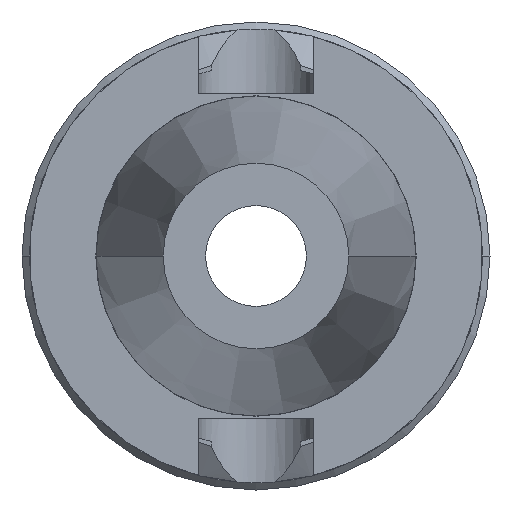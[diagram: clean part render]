
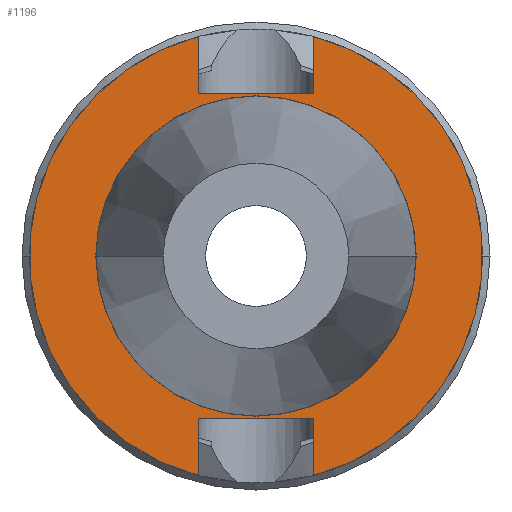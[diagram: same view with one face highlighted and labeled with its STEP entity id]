
A CAD part, left-side view. The second image highlights one B-rep face of the part: STEP entity #1196.
In plain terms, the highlighted planar face has unit normal (-1, 0, 0).
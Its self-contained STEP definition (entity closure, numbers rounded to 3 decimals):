
#161=CARTESIAN_POINT('',(1.,0.,0.));
#162=DIRECTION('',(1.,0.,0.));
#163=DIRECTION('',(0.,1.,0.));
#164=AXIS2_PLACEMENT_3D('',#161,#162,#163);
#183=CARTESIAN_POINT('',(1.,0.,0.));
#184=DIRECTION('',(-1.,0.,0.));
#185=DIRECTION('',(0.,1.,0.));
#186=AXIS2_PLACEMENT_3D('',#183,#184,#185);
#191=DIRECTION('',(0.,1.,0.));
#192=VECTOR('',#191,16.1);
#193=CARTESIAN_POINT('',(1.,-8.05,-22.6));
#194=LINE('',#193,#192);
#198=DIRECTION('',(0.,0.,1.));
#199=VECTOR('',#198,7.854);
#200=CARTESIAN_POINT('',(1.,8.05,-30.454));
#201=LINE('',#200,#199);
#205=DIRECTION('',(0.,0.,-1.));
#206=VECTOR('',#205,7.854);
#207=CARTESIAN_POINT('',(1.,8.05,30.454));
#208=LINE('',#207,#206);
#212=DIRECTION('',(0.,1.,0.));
#213=VECTOR('',#212,16.1);
#214=CARTESIAN_POINT('',(1.,-8.05,22.6));
#215=LINE('',#214,#213);
#219=DIRECTION('',(0.,0.,-1.));
#220=VECTOR('',#219,7.854);
#221=CARTESIAN_POINT('',(1.,-8.05,30.454));
#222=LINE('',#221,#220);
#226=DIRECTION('',(0.,0.,1.));
#227=VECTOR('',#226,7.854);
#228=CARTESIAN_POINT('',(1.,-8.05,-30.454));
#229=LINE('',#228,#227);
#376=CARTESIAN_POINT('',(1.,0.,0.));
#377=DIRECTION('',(-1.,0.,0.));
#378=DIRECTION('',(0.,0.256,0.967));
#379=AXIS2_PLACEMENT_3D('',#376,#377,#378);
#391=CARTESIAN_POINT('',(1.,0.,0.));
#392=DIRECTION('',(-1.,0.,0.));
#393=DIRECTION('',(0.,-0.256,-0.967));
#394=AXIS2_PLACEMENT_3D('',#391,#392,#393);
#879=CARTESIAN_POINT('',(1.,22.134,0.));
#881=VERTEX_POINT('',#879);
#889=CARTESIAN_POINT('',(1.,-22.134,0.));
#891=VERTEX_POINT('',#889);
#915=CARTESIAN_POINT('',(1.,8.05,30.454));
#916=VERTEX_POINT('',#915);
#917=CARTESIAN_POINT('',(1.,-8.05,30.454));
#918=VERTEX_POINT('',#917);
#919=CARTESIAN_POINT('',(1.,-8.05,22.6));
#920=CARTESIAN_POINT('',(1.,8.05,22.6));
#921=VERTEX_POINT('',#919);
#922=VERTEX_POINT('',#920);
#939=CARTESIAN_POINT('',(1.,8.05,-30.454));
#940=VERTEX_POINT('',#939);
#941=CARTESIAN_POINT('',(1.,-8.05,-30.454));
#942=VERTEX_POINT('',#941);
#943=CARTESIAN_POINT('',(1.,-8.05,-22.6));
#944=CARTESIAN_POINT('',(1.,8.05,-22.6));
#945=VERTEX_POINT('',#943);
#946=VERTEX_POINT('',#944);
#1169=CARTESIAN_POINT('',(1.,0.,0.));
#1170=DIRECTION('',(1.,0.,0.));
#1171=DIRECTION('',(0.,-1.,0.));
#1172=AXIS2_PLACEMENT_3D('',#1169,#1170,#1171);
#1173=PLANE('',#1172);
#1175=ORIENTED_EDGE('',*,*,#1174,.T.);
#1177=ORIENTED_EDGE('',*,*,#1176,.F.);
#1179=ORIENTED_EDGE('',*,*,#1178,.F.);
#1181=ORIENTED_EDGE('',*,*,#1180,.T.);
#1183=ORIENTED_EDGE('',*,*,#1182,.F.);
#1185=ORIENTED_EDGE('',*,*,#1184,.F.);
#1187=ORIENTED_EDGE('',*,*,#1186,.F.);
#1189=ORIENTED_EDGE('',*,*,#1188,.T.);
#1190=EDGE_LOOP('',(#1175,#1177,#1179,#1181,#1183,#1185,#1187,#1189));
#1191=FACE_OUTER_BOUND('',#1190,.F.);
#1192=ORIENTED_EDGE('',*,*,#1164,.T.);
#1193=ORIENTED_EDGE('',*,*,#1148,.F.);
#1194=EDGE_LOOP('',(#1192,#1193));
#1195=FACE_BOUND('',#1194,.F.);
#165=CIRCLE('',#164,22.134);
#187=CIRCLE('',#186,22.134);
#380=CIRCLE('',#379,31.5);
#395=CIRCLE('',#394,31.5);
#1148=EDGE_CURVE('',#881,#891,#165,.T.);
#1164=EDGE_CURVE('',#881,#891,#187,.T.);
#1174=EDGE_CURVE('',#945,#946,#194,.T.);
#1176=EDGE_CURVE('',#940,#946,#201,.T.);
#1178=EDGE_CURVE('',#916,#940,#380,.T.);
#1180=EDGE_CURVE('',#916,#922,#208,.T.);
#1182=EDGE_CURVE('',#921,#922,#215,.T.);
#1184=EDGE_CURVE('',#918,#921,#222,.T.);
#1186=EDGE_CURVE('',#942,#918,#395,.T.);
#1188=EDGE_CURVE('',#942,#945,#229,.T.);
#1196=ADVANCED_FACE('',(#1191,#1195),#1173,.F.);
